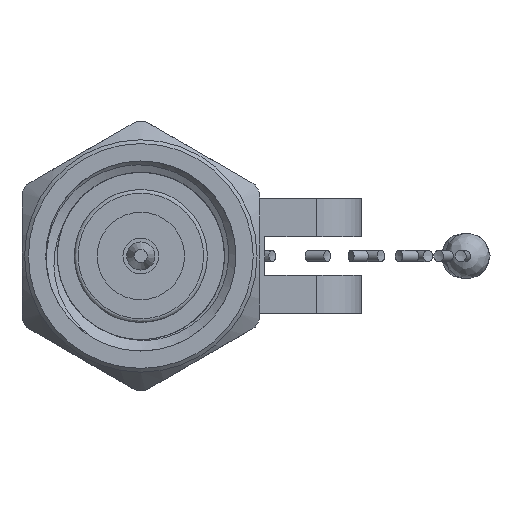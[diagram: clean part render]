
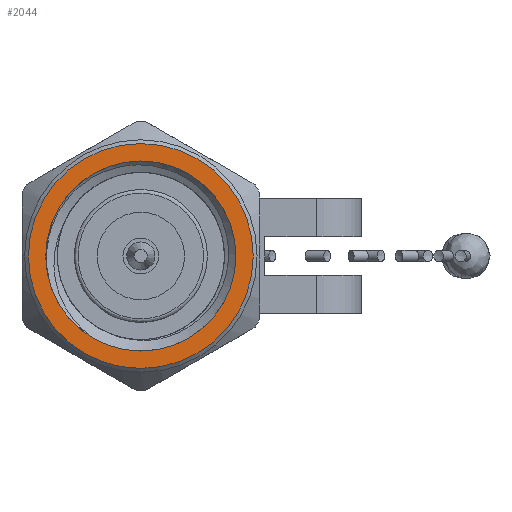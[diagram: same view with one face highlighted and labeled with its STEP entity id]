
A CAD part, left-side view. The second image highlights one B-rep face of the part: STEP entity #2044.
In plain terms, the highlighted planar face has unit normal (-1, 0, 0).
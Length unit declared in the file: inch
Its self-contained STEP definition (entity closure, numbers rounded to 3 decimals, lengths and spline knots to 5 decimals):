
#718 = DIRECTION ( 'NONE',  ( 1., 0., 0. ) ) ;
#1119 = ORIENTED_EDGE ( 'NONE', *, *, #3671, .F. ) ;
#1457 = ORIENTED_EDGE ( 'NONE', *, *, #6187, .T. ) ;
#1477 = DIRECTION ( 'NONE',  ( 0., 0., -1. ) ) ;
#2044 = ADVANCED_FACE ( 'NONE', ( #5288, #4131 ), #5331, .F. ) ;
#2373 = CIRCLE ( 'NONE', #2502, 0.14779 ) ;
#2466 = AXIS2_PLACEMENT_3D ( 'NONE', #6581, #718, #3321 ) ;
#2502 = AXIS2_PLACEMENT_3D ( 'NONE', #4811, #5371, #8023 ) ;
#3061 = AXIS2_PLACEMENT_3D ( 'NONE', #3357, #7261, #1477 ) ;
#3321 = DIRECTION ( 'NONE',  ( 0., 0., 1. ) ) ;
#3357 = CARTESIAN_POINT ( 'NONE',  ( 0., 0., 0. ) ) ;
#3671 = EDGE_CURVE ( 'NONE', #5588, #5588, #2373, .T. ) ;
#3744 = CARTESIAN_POINT ( 'NONE',  ( 0., 0., 0.125 ) ) ;
#4131 = FACE_BOUND ( 'NONE', #5038, .T. ) ;
#4811 = CARTESIAN_POINT ( 'NONE',  ( 0., 0., 0. ) ) ;
#4893 = EDGE_LOOP ( 'NONE', ( #1119 ) ) ;
#5038 = EDGE_LOOP ( 'NONE', ( #1457 ) ) ;
#5288 = FACE_OUTER_BOUND ( 'NONE', #4893, .T. ) ;
#5331 = PLANE ( 'NONE',  #3061 ) ;
#5371 = DIRECTION ( 'NONE',  ( 1., 0., 0. ) ) ;
#5588 = VERTEX_POINT ( 'NONE', #6998 ) ;
#6030 = CIRCLE ( 'NONE', #2466, 0.125 ) ;
#6187 = EDGE_CURVE ( 'NONE', #6394, #6394, #6030, .T. ) ;
#6394 = VERTEX_POINT ( 'NONE', #3744 ) ;
#6581 = CARTESIAN_POINT ( 'NONE',  ( 0., 0., 0. ) ) ;
#6998 = CARTESIAN_POINT ( 'NONE',  ( 0., 0., -0.14779 ) ) ;
#7261 = DIRECTION ( 'NONE',  ( 1., 0., 0. ) ) ;
#8023 = DIRECTION ( 'NONE',  ( 0., 0., -1. ) ) ;
